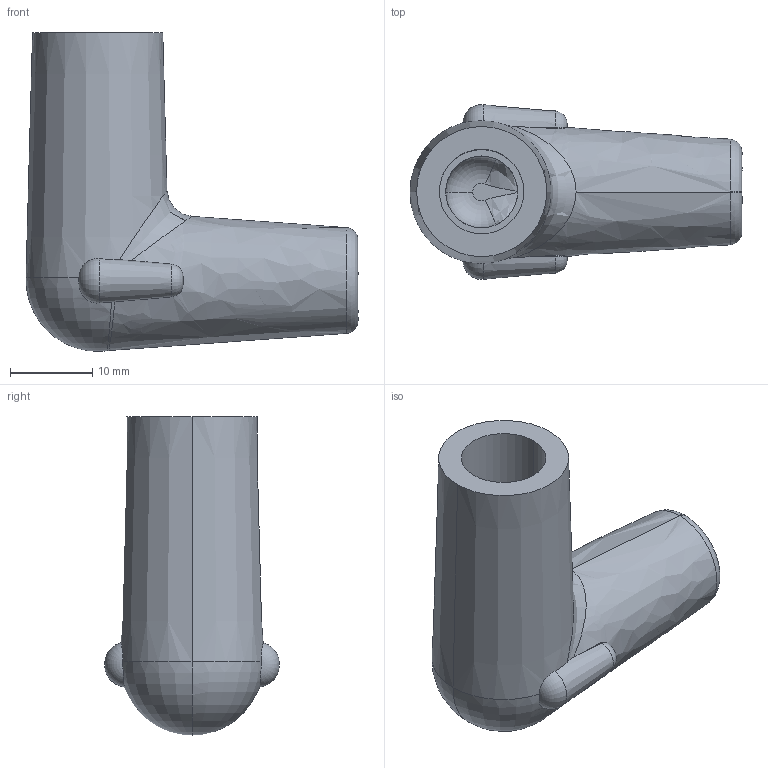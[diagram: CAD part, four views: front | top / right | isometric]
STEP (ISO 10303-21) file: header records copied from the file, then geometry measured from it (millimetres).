
FILE_DESCRIPTION (( 'STEP AP203' ), '1' );
FILE_NAME ('AB10.STEP', '2019-10-30T16:47:55', ( 'tempuser' ), ( 'Microsoft' ), 'SwSTEP 2.0', 'SolidWorks 2019', '' );
FILE_SCHEMA (( 'CONFIG_CONTROL_DESIGN' ));
Length unit declared in the file: inch
Products named in the file (1): AB10
Bounding box: 40.49 x 21.32 x 38.87 mm (x, y, z)
Volume: 8503.7 mm3; surface area: 5009.7 mm2
Topology: 1 solids, 1 shells, 48 faces, 125 edges, 75 vertices
Faces by surface type: torus 12, bspline 11, cone 10, cylinder 8, plane 7
Entity records: 3849 total; most frequent: CARTESIAN_POINT 2731, ORIENTED_EDGE 238, DIRECTION 190, EDGE_CURVE 119, AXIS2_PLACEMENT_3D 87, VERTEX_POINT 75, B_SPLINE_CURVE_WITH_KNOTS 54, EDGE_LOOP 52
